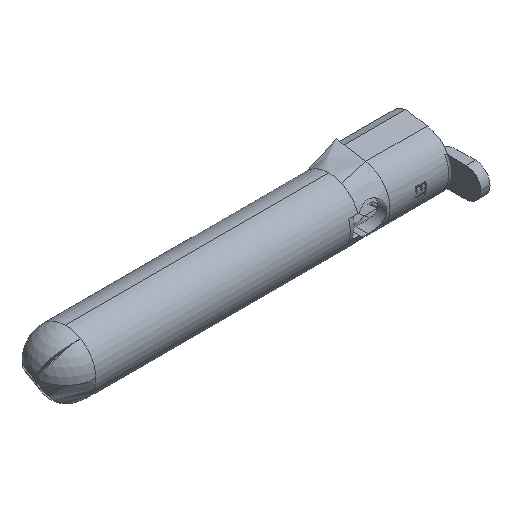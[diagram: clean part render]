
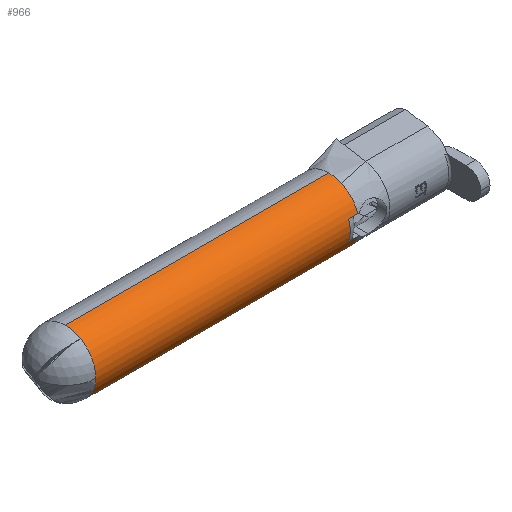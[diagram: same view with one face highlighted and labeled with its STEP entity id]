
A CAD part, isometric view. The second image highlights one B-rep face of the part: STEP entity #966.
In plain terms, the highlighted cylindrical face has radius 2.369 mm (diameter 4.737 mm), a partial arc.
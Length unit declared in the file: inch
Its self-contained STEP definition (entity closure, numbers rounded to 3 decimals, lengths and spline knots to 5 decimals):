
#59 = DIRECTION ( 'NONE',  ( -1., 0., 0. ) ) ;
#77 = CARTESIAN_POINT ( 'NONE',  ( 0.09325, 0., 0. ) ) ;
#159 = AXIS2_PLACEMENT_3D ( 'NONE', #686, #3215, #1075 ) ;
#186 = ORIENTED_EDGE ( 'NONE', *, *, #1413, .F. ) ;
#195 = ORIENTED_EDGE ( 'NONE', *, *, #2613, .F. ) ;
#244 = ORIENTED_EDGE ( 'NONE', *, *, #3680, .T. ) ;
#283 = CARTESIAN_POINT ( 'NONE',  ( 0.03452, 0., 0. ) ) ;
#302 = ORIENTED_EDGE ( 'NONE', *, *, #1093, .F. ) ;
#455 = CARTESIAN_POINT ( 'NONE',  ( 0.03452, 0., 0.09325 ) ) ;
#496 = CARTESIAN_POINT ( 'NONE',  ( 0.09325, 0., 0. ) ) ;
#676 = ORIENTED_EDGE ( 'NONE', *, *, #2054, .F. ) ;
#686 = CARTESIAN_POINT ( 'NONE',  ( 0.09325, 0., 0. ) ) ;
#704 = DIRECTION ( 'NONE',  ( 0., 0., 1. ) ) ;
#723 = DIRECTION ( 'NONE',  ( -1., 0., 0. ) ) ;
#741 = DIRECTION ( 'NONE',  ( 0., 0., -1. ) ) ;
#746 = VERTEX_POINT ( 'NONE', #2505 ) ;
#757 = ORIENTED_EDGE ( 'NONE', *, *, #1906, .F. ) ;
#758 = CARTESIAN_POINT ( 'NONE',  ( 0.895, -0.03835, -0.085 ) ) ;
#760 = DIRECTION ( 'NONE',  ( 1., 0., 0. ) ) ;
#763 = LINE ( 'NONE', #455, #3495 ) ;
#808 = CARTESIAN_POINT ( 'NONE',  ( 0.895, 0., 0. ) ) ;
#882 = DIRECTION ( 'NONE',  ( 0., 0., 1. ) ) ;
#922 = VERTEX_POINT ( 'NONE', #1862 ) ;
#966 = ADVANCED_FACE ( 'NONE', ( #3834 ), #1894, .T. ) ;
#1058 = CARTESIAN_POINT ( 'NONE',  ( 0.895, 0., 0. ) ) ;
#1061 = CARTESIAN_POINT ( 'NONE',  ( 0.895, 0., -0.09325 ) ) ;
#1075 = DIRECTION ( 'NONE',  ( 0., 0., 1. ) ) ;
#1093 = EDGE_CURVE ( 'NONE', #746, #4412, #3314, .T. ) ;
#1131 = EDGE_CURVE ( 'NONE', #3107, #4412, #3416, .T. ) ;
#1173 = CARTESIAN_POINT ( 'NONE',  ( 0.09325, -0.04662, -0.08076 ) ) ;
#1196 = DIRECTION ( 'NONE',  ( 0., 0., -1. ) ) ;
#1262 = CIRCLE ( 'NONE', #4127, 0.09325 ) ;
#1282 = AXIS2_PLACEMENT_3D ( 'NONE', #1058, #760, #741 ) ;
#1300 = CARTESIAN_POINT ( 'NONE',  ( 0.895, -0.08829, 0.03 ) ) ;
#1306 = VECTOR ( 'NONE', #3011, 39.37008 ) ;
#1323 = CARTESIAN_POINT ( 'NONE',  ( 0.895, 0., 0. ) ) ;
#1355 = DIRECTION ( 'NONE',  ( 1., 0., 0. ) ) ;
#1384 = DIRECTION ( 'NONE',  ( 0., 0., -1. ) ) ;
#1403 = VERTEX_POINT ( 'NONE', #3404 ) ;
#1413 = EDGE_CURVE ( 'NONE', #1403, #3467, #1262, .T. ) ;
#1534 = DIRECTION ( 'NONE',  ( 0., 0., -1. ) ) ;
#1548 = DIRECTION ( 'NONE',  ( 1., 0., 0. ) ) ;
#1552 = EDGE_CURVE ( 'NONE', #4247, #2742, #2607, .T. ) ;
#1555 = CIRCLE ( 'NONE', #1282, 0.09325 ) ;
#1566 = CARTESIAN_POINT ( 'NONE',  ( 0.895, 0., 0. ) ) ;
#1627 = ORIENTED_EDGE ( 'NONE', *, *, #1936, .T. ) ;
#1678 = AXIS2_PLACEMENT_3D ( 'NONE', #496, #3039, #882 ) ;
#1763 = ORIENTED_EDGE ( 'NONE', *, *, #1131, .T. ) ;
#1820 = DIRECTION ( 'NONE',  ( 0., 0., -1. ) ) ;
#1862 = CARTESIAN_POINT ( 'NONE',  ( 0.895, -0.08829, -0.03 ) ) ;
#1894 = CYLINDRICAL_SURFACE ( 'NONE', #2365, 0.09325 ) ;
#1906 = EDGE_CURVE ( 'NONE', #3284, #4583, #2333, .T. ) ;
#1928 = CARTESIAN_POINT ( 'NONE',  ( 0.09325, 0., -0.09325 ) ) ;
#1936 = EDGE_CURVE ( 'NONE', #2449, #3107, #3036, .T. ) ;
#1954 = AXIS2_PLACEMENT_3D ( 'NONE', #77, #59, #4364 ) ;
#2047 = DIRECTION ( 'NONE',  ( -1., 0., 0. ) ) ;
#2054 = EDGE_CURVE ( 'NONE', #922, #3284, #1555, .T. ) ;
#2092 = ORIENTED_EDGE ( 'NONE', *, *, #4052, .F. ) ;
#2333 = CIRCLE ( 'NONE', #3037, 0.09325 ) ;
#2365 = AXIS2_PLACEMENT_3D ( 'NONE', #283, #723, #704 ) ;
#2424 = CARTESIAN_POINT ( 'NONE',  ( 0.09325, -0.09325, 0. ) ) ;
#2449 = VERTEX_POINT ( 'NONE', #2623 ) ;
#2505 = CARTESIAN_POINT ( 'NONE',  ( 0.895, -0.03835, 0.085 ) ) ;
#2557 = CARTESIAN_POINT ( 'NONE',  ( 0.09325, 0., 0.09325 ) ) ;
#2607 = CIRCLE ( 'NONE', #1954, 0.09325 ) ;
#2613 = EDGE_CURVE ( 'NONE', #4583, #4247, #4105, .T. ) ;
#2623 = CARTESIAN_POINT ( 'NONE',  ( 0.867, -0.08829, -0.03 ) ) ;
#2654 = DIRECTION ( 'NONE',  ( -1., 0., 0. ) ) ;
#2732 = CARTESIAN_POINT ( 'NONE',  ( 0.03452, -0.08829, -0.03 ) ) ;
#2738 = CIRCLE ( 'NONE', #159, 0.09325 ) ;
#2742 = VERTEX_POINT ( 'NONE', #1173 ) ;
#2892 = ORIENTED_EDGE ( 'NONE', *, *, #1552, .F. ) ;
#2930 = EDGE_CURVE ( 'NONE', #922, #2449, #3933, .T. ) ;
#2998 = CARTESIAN_POINT ( 'NONE',  ( 0.895, 0., 0.09325 ) ) ;
#3009 = EDGE_LOOP ( 'NONE', ( #195, #757, #676, #4117, #1627, #1763, #302, #4124, #244, #186, #3697, #2092, #2892 ) ) ;
#3011 = DIRECTION ( 'NONE',  ( -1., 0., 0. ) ) ;
#3032 = VECTOR ( 'NONE', #2047, 39.37008 ) ;
#3036 = CIRCLE ( 'NONE', #3723, 0.09325 ) ;
#3037 = AXIS2_PLACEMENT_3D ( 'NONE', #1566, #1548, #1534 ) ;
#3038 = CARTESIAN_POINT ( 'NONE',  ( 0.03452, 0., -0.09325 ) ) ;
#3039 = DIRECTION ( 'NONE',  ( -1., 0., 0. ) ) ;
#3102 = DIRECTION ( 'NONE',  ( 1., 0., 0. ) ) ;
#3107 = VERTEX_POINT ( 'NONE', #3168 ) ;
#3112 = DIRECTION ( 'NONE',  ( 0., 0., 1. ) ) ;
#3134 = AXIS2_PLACEMENT_3D ( 'NONE', #808, #3318, #1196 ) ;
#3163 = CARTESIAN_POINT ( 'NONE',  ( 0.03452, -0.08829, 0.03 ) ) ;
#3168 = CARTESIAN_POINT ( 'NONE',  ( 0.867, -0.08829, 0.03 ) ) ;
#3201 = VECTOR ( 'NONE', #3102, 39.37008 ) ;
#3203 = DIRECTION ( 'NONE',  ( -1., 0., 0. ) ) ;
#3215 = DIRECTION ( 'NONE',  ( -1., 0., 0. ) ) ;
#3222 = CARTESIAN_POINT ( 'NONE',  ( 0.09325, 0., 0. ) ) ;
#3271 = CIRCLE ( 'NONE', #1678, 0.09325 ) ;
#3284 = VERTEX_POINT ( 'NONE', #758 ) ;
#3314 = CIRCLE ( 'NONE', #4207, 0.09325 ) ;
#3318 = DIRECTION ( 'NONE',  ( 1., 0., 0. ) ) ;
#3368 = EDGE_CURVE ( 'NONE', #4289, #746, #4570, .T. ) ;
#3404 = CARTESIAN_POINT ( 'NONE',  ( 0.09325, -0.04662, 0.08076 ) ) ;
#3416 = LINE ( 'NONE', #3163, #3201 ) ;
#3467 = VERTEX_POINT ( 'NONE', #2557 ) ;
#3495 = VECTOR ( 'NONE', #2654, 39.37008 ) ;
#3582 = DIRECTION ( 'NONE',  ( -1., 0., 0. ) ) ;
#3680 = EDGE_CURVE ( 'NONE', #4289, #3467, #763, .T. ) ;
#3697 = ORIENTED_EDGE ( 'NONE', *, *, #4350, .F. ) ;
#3723 = AXIS2_PLACEMENT_3D ( 'NONE', #4211, #3582, #1820 ) ;
#3834 = FACE_OUTER_BOUND ( 'NONE', #3009, .T. ) ;
#3933 = LINE ( 'NONE', #2732, #3032 ) ;
#4052 = EDGE_CURVE ( 'NONE', #2742, #4455, #2738, .T. ) ;
#4105 = LINE ( 'NONE', #3038, #1306 ) ;
#4117 = ORIENTED_EDGE ( 'NONE', *, *, #2930, .T. ) ;
#4124 = ORIENTED_EDGE ( 'NONE', *, *, #3368, .F. ) ;
#4127 = AXIS2_PLACEMENT_3D ( 'NONE', #3222, #3203, #3112 ) ;
#4207 = AXIS2_PLACEMENT_3D ( 'NONE', #1323, #1355, #1384 ) ;
#4211 = CARTESIAN_POINT ( 'NONE',  ( 0.867, 0., 0. ) ) ;
#4247 = VERTEX_POINT ( 'NONE', #1928 ) ;
#4289 = VERTEX_POINT ( 'NONE', #2998 ) ;
#4350 = EDGE_CURVE ( 'NONE', #4455, #1403, #3271, .T. ) ;
#4364 = DIRECTION ( 'NONE',  ( 0., 0., 1. ) ) ;
#4412 = VERTEX_POINT ( 'NONE', #1300 ) ;
#4455 = VERTEX_POINT ( 'NONE', #2424 ) ;
#4570 = CIRCLE ( 'NONE', #3134, 0.09325 ) ;
#4583 = VERTEX_POINT ( 'NONE', #1061 ) ;
